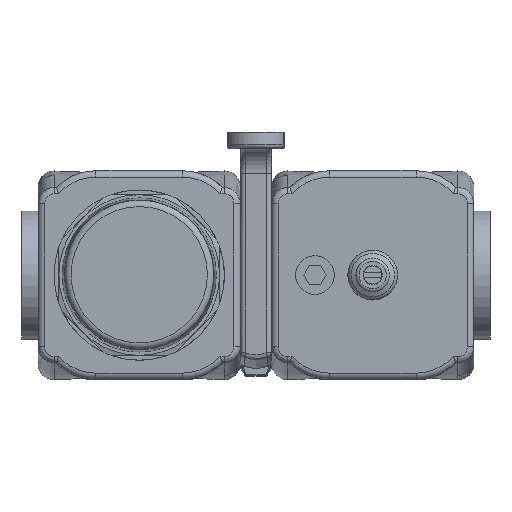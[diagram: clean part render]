
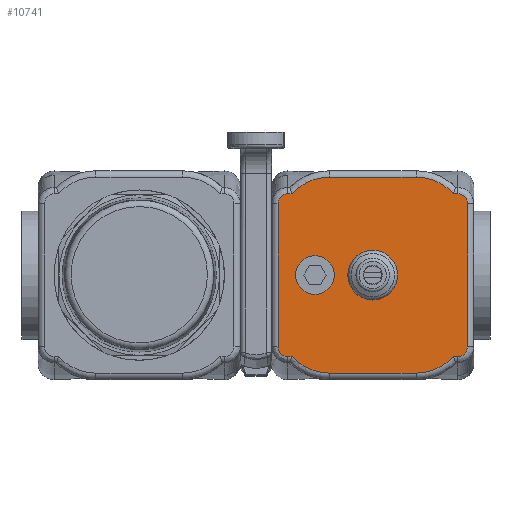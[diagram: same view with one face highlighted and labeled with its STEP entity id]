
A CAD part, top view. The second image highlights one B-rep face of the part: STEP entity #10741.
In plain terms, the highlighted planar face has unit normal (0, 0, 1).
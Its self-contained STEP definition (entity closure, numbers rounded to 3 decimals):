
#406=B_SPLINE_CURVE_WITH_KNOTS('',3,(#17801,#17802,#17803,#17804,#17805,
#17806),.UNSPECIFIED.,.F.,.F.,(4,1,1,4),(0.,0.205,0.341,
0.478),.UNSPECIFIED.);
#407=B_SPLINE_CURVE_WITH_KNOTS('',3,(#17810,#17811,#17812,#17813,#17814),
 .UNSPECIFIED.,.F.,.F.,(4,1,4),(0.,0.205,0.477),
 .UNSPECIFIED.);
#408=B_SPLINE_CURVE_WITH_KNOTS('',3,(#17826,#17827,#17828,#17829,#17830),
 .UNSPECIFIED.,.F.,.F.,(4,1,4),(0.,0.273,0.478),
 .UNSPECIFIED.);
#409=B_SPLINE_CURVE_WITH_KNOTS('',3,(#17834,#17835,#17836,#17837,#17838),
 .UNSPECIFIED.,.F.,.F.,(4,1,4),(0.,0.205,0.477),
 .UNSPECIFIED.);
#935=LINE('',#17794,#1491);
#936=LINE('',#17799,#1492);
#937=LINE('',#17808,#1493);
#938=LINE('',#17816,#1494);
#939=LINE('',#17820,#1495);
#940=LINE('',#17824,#1496);
#941=LINE('',#17832,#1497);
#942=LINE('',#17840,#1498);
#1491=VECTOR('',#13102,1000.);
#1492=VECTOR('',#13105,1000.);
#1493=VECTOR('',#13106,1000.);
#1494=VECTOR('',#13107,1000.);
#1495=VECTOR('',#13110,1000.);
#1496=VECTOR('',#13113,1000.);
#1497=VECTOR('',#13114,1000.);
#1498=VECTOR('',#13115,1000.);
#1763=PLANE('',#11408);
#3597=ORIENTED_EDGE('',*,*,#4952,.T.);
#3598=ORIENTED_EDGE('',*,*,#4953,.T.);
#3599=ORIENTED_EDGE('',*,*,#4954,.F.);
#3600=ORIENTED_EDGE('',*,*,#4955,.F.);
#3601=ORIENTED_EDGE('',*,*,#4956,.F.);
#3602=ORIENTED_EDGE('',*,*,#4957,.F.);
#3603=ORIENTED_EDGE('',*,*,#4958,.F.);
#3604=ORIENTED_EDGE('',*,*,#4959,.F.);
#3605=ORIENTED_EDGE('',*,*,#4960,.F.);
#3606=ORIENTED_EDGE('',*,*,#4961,.F.);
#3607=ORIENTED_EDGE('',*,*,#4962,.F.);
#3608=ORIENTED_EDGE('',*,*,#4963,.F.);
#3609=ORIENTED_EDGE('',*,*,#4964,.F.);
#3610=ORIENTED_EDGE('',*,*,#4965,.F.);
#3611=ORIENTED_EDGE('',*,*,#4966,.F.);
#3612=ORIENTED_EDGE('',*,*,#4967,.F.);
#3613=ORIENTED_EDGE('',*,*,#4968,.F.);
#3614=ORIENTED_EDGE('',*,*,#4969,.F.);
#4952=EDGE_CURVE('',#5765,#5765,#6110,.T.);
#4953=EDGE_CURVE('',#5766,#5766,#6111,.T.);
#4954=EDGE_CURVE('',#5767,#5768,#935,.T.);
#4955=EDGE_CURVE('',#5769,#5767,#6112,.T.);
#4956=EDGE_CURVE('',#5770,#5769,#936,.T.);
#4957=EDGE_CURVE('',#5771,#5770,#406,.T.);
#4958=EDGE_CURVE('',#5772,#5771,#937,.T.);
#4959=EDGE_CURVE('',#5773,#5772,#407,.T.);
#4960=EDGE_CURVE('',#5774,#5773,#938,.T.);
#4961=EDGE_CURVE('',#5775,#5774,#6113,.T.);
#4962=EDGE_CURVE('',#5776,#5775,#939,.T.);
#4963=EDGE_CURVE('',#5777,#5776,#6114,.T.);
#4964=EDGE_CURVE('',#5778,#5777,#940,.T.);
#4965=EDGE_CURVE('',#5779,#5778,#408,.T.);
#4966=EDGE_CURVE('',#5780,#5779,#941,.T.);
#4967=EDGE_CURVE('',#5781,#5780,#409,.T.);
#4968=EDGE_CURVE('',#5782,#5781,#942,.T.);
#4969=EDGE_CURVE('',#5768,#5782,#6115,.T.);
#5765=VERTEX_POINT('',#17791);
#5766=VERTEX_POINT('',#17793);
#5767=VERTEX_POINT('',#17795);
#5768=VERTEX_POINT('',#17796);
#5769=VERTEX_POINT('',#17798);
#5770=VERTEX_POINT('',#17800);
#5771=VERTEX_POINT('',#17807);
#5772=VERTEX_POINT('',#17809);
#5773=VERTEX_POINT('',#17815);
#5774=VERTEX_POINT('',#17817);
#5775=VERTEX_POINT('',#17819);
#5776=VERTEX_POINT('',#17821);
#5777=VERTEX_POINT('',#17823);
#5778=VERTEX_POINT('',#17825);
#5779=VERTEX_POINT('',#17831);
#5780=VERTEX_POINT('',#17833);
#5781=VERTEX_POINT('',#17839);
#5782=VERTEX_POINT('',#17841);
#6110=CIRCLE('',#11409,7.75);
#6111=CIRCLE('',#11410,6.);
#6112=CIRCLE('',#11411,15.5);
#6113=CIRCLE('',#11412,15.5);
#6114=CIRCLE('',#11413,15.5);
#6115=CIRCLE('',#11414,15.5);
#6614=EDGE_LOOP('',(#3597));
#6615=EDGE_LOOP('',(#3598));
#6616=EDGE_LOOP('',(#3599,#3600,#3601,#3602,#3603,#3604,#3605,#3606,#3607,
#3608,#3609,#3610,#3611,#3612,#3613,#3614));
#7198=FACE_BOUND('',#6614,.T.);
#7199=FACE_BOUND('',#6615,.T.);
#7200=FACE_BOUND('',#6616,.T.);
#10741=ADVANCED_FACE('',(#7198,#7199,#7200),#1763,.T.);
#11408=AXIS2_PLACEMENT_3D('',#17789,#13096,#13097);
#11409=AXIS2_PLACEMENT_3D('',#17790,#13098,#13099);
#11410=AXIS2_PLACEMENT_3D('',#17792,#13100,#13101);
#11411=AXIS2_PLACEMENT_3D('',#17797,#13103,#13104);
#11412=AXIS2_PLACEMENT_3D('',#17818,#13108,#13109);
#11413=AXIS2_PLACEMENT_3D('',#17822,#13111,#13112);
#11414=AXIS2_PLACEMENT_3D('',#17842,#13116,#13117);
#13096=DIRECTION('',(0.,0.,1.));
#13097=DIRECTION('',(1.,0.,0.));
#13098=DIRECTION('',(0.,0.,-1.));
#13099=DIRECTION('',(1.,0.,0.));
#13100=DIRECTION('',(0.,0.,-1.));
#13101=DIRECTION('',(-1.,0.,0.));
#13102=DIRECTION('',(1.,0.,0.));
#13103=DIRECTION('',(0.,0.,-1.));
#13104=DIRECTION('',(-0.401,0.916,0.));
#13105=DIRECTION('',(1.,0.,0.));
#13106=DIRECTION('',(0.,1.,0.));
#13107=DIRECTION('',(-1.,0.,0.));
#13108=DIRECTION('',(0.,0.,-1.));
#13109=DIRECTION('',(-0.401,-0.916,0.));
#13110=DIRECTION('',(-1.,0.,0.));
#13111=DIRECTION('',(0.,0.,-1.));
#13112=DIRECTION('',(0.401,-0.916,0.));
#13113=DIRECTION('',(-1.,0.,0.));
#13114=DIRECTION('',(0.,-1.,0.));
#13115=DIRECTION('',(1.,0.,0.));
#13116=DIRECTION('',(0.,0.,-1.));
#13117=DIRECTION('',(0.401,0.916,0.));
#17789=CARTESIAN_POINT('',(0.,0.,40.));
#17790=CARTESIAN_POINT('',(0.,0.,40.));
#17791=CARTESIAN_POINT('',(7.75,0.,40.));
#17792=CARTESIAN_POINT('',(-18.,0.,40.));
#17793=CARTESIAN_POINT('',(-24.,0.,40.));
#17794=CARTESIAN_POINT('',(-13.5,30.5,40.));
#17795=CARTESIAN_POINT('',(-13.5,30.5,40.));
#17796=CARTESIAN_POINT('',(13.5,30.5,40.));
#17797=CARTESIAN_POINT('',(-13.5,15.,40.));
#17798=CARTESIAN_POINT('',(-25.03,25.359,40.));
#17799=CARTESIAN_POINT('',(-26.5,25.359,40.));
#17800=CARTESIAN_POINT('',(-26.5,25.359,40.));
#17801=CARTESIAN_POINT('',(-29.5,22.244,40.));
#17802=CARTESIAN_POINT('',(-29.5,22.927,40.));
#17803=CARTESIAN_POINT('',(-29.127,24.069,40.));
#17804=CARTESIAN_POINT('',(-27.871,25.136,40.));
#17805=CARTESIAN_POINT('',(-26.955,25.359,40.));
#17806=CARTESIAN_POINT('',(-26.5,25.359,40.));
#17807=CARTESIAN_POINT('',(-29.5,22.244,40.));
#17808=CARTESIAN_POINT('',(-29.5,-22.244,40.));
#17809=CARTESIAN_POINT('',(-29.5,-22.244,40.));
#17810=CARTESIAN_POINT('',(-26.5,-25.359,40.));
#17811=CARTESIAN_POINT('',(-27.182,-25.359,40.));
#17812=CARTESIAN_POINT('',(-28.784,-24.758,40.));
#17813=CARTESIAN_POINT('',(-29.5,-23.153,40.));
#17814=CARTESIAN_POINT('',(-29.5,-22.244,40.));
#17815=CARTESIAN_POINT('',(-26.5,-25.359,40.));
#17816=CARTESIAN_POINT('',(-25.03,-25.359,40.));
#17817=CARTESIAN_POINT('',(-25.03,-25.359,40.));
#17818=CARTESIAN_POINT('',(-13.5,-15.,40.));
#17819=CARTESIAN_POINT('',(-13.5,-30.5,40.));
#17820=CARTESIAN_POINT('',(13.5,-30.5,40.));
#17821=CARTESIAN_POINT('',(13.5,-30.5,40.));
#17822=CARTESIAN_POINT('',(13.5,-15.,40.));
#17823=CARTESIAN_POINT('',(25.03,-25.359,40.));
#17824=CARTESIAN_POINT('',(26.5,-25.359,40.));
#17825=CARTESIAN_POINT('',(26.5,-25.359,40.));
#17826=CARTESIAN_POINT('',(29.5,-22.244,40.));
#17827=CARTESIAN_POINT('',(29.5,-23.155,40.));
#17828=CARTESIAN_POINT('',(28.788,-24.752,40.));
#17829=CARTESIAN_POINT('',(27.183,-25.359,40.));
#17830=CARTESIAN_POINT('',(26.5,-25.359,40.));
#17831=CARTESIAN_POINT('',(29.5,-22.244,40.));
#17832=CARTESIAN_POINT('',(29.5,22.244,40.));
#17833=CARTESIAN_POINT('',(29.5,22.244,40.));
#17834=CARTESIAN_POINT('',(26.5,25.359,40.));
#17835=CARTESIAN_POINT('',(27.182,25.359,40.));
#17836=CARTESIAN_POINT('',(28.784,24.758,40.));
#17837=CARTESIAN_POINT('',(29.5,23.153,40.));
#17838=CARTESIAN_POINT('',(29.5,22.244,40.));
#17839=CARTESIAN_POINT('',(26.5,25.359,40.));
#17840=CARTESIAN_POINT('',(25.03,25.359,40.));
#17841=CARTESIAN_POINT('',(25.03,25.359,40.));
#17842=CARTESIAN_POINT('',(13.5,15.,40.));
